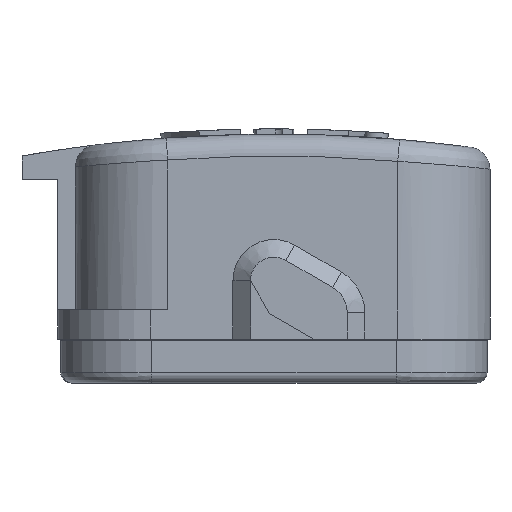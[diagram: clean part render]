
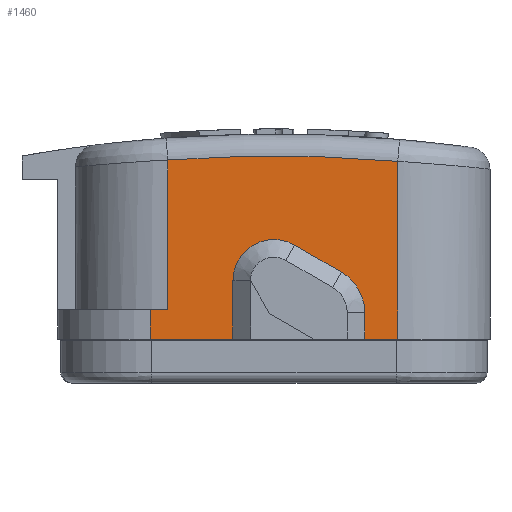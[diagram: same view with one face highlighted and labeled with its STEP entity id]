
A CAD part, left-side view. The second image highlights one B-rep face of the part: STEP entity #1460.
In plain terms, the highlighted planar face has unit normal (-1, 0, 0).
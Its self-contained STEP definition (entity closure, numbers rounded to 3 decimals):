
#1279=PLANE('',#5887);
#1460=ADVANCED_FACE('',(#1790),#1279,.F.);
#1790=FACE_OUTER_BOUND('',#2080,.T.);
#2080=EDGE_LOOP('',(#3046,#3047,#3048,#3049,#3050,#3051,#3052,#3053,#3054,
#3055,#3056,#3057));
#2297=CIRCLE('',#5884,2.8);
#2298=CIRCLE('',#5885,3.2);
#2299=CIRCLE('',#5886,98.5);
#3046=ORIENTED_EDGE('',*,*,#4561,.F.);
#3047=ORIENTED_EDGE('',*,*,#4583,.T.);
#3048=ORIENTED_EDGE('',*,*,#4584,.T.);
#3049=ORIENTED_EDGE('',*,*,#4585,.T.);
#3050=ORIENTED_EDGE('',*,*,#4586,.T.);
#3051=ORIENTED_EDGE('',*,*,#4587,.T.);
#3052=ORIENTED_EDGE('',*,*,#4554,.F.);
#3053=ORIENTED_EDGE('',*,*,#4588,.T.);
#3054=ORIENTED_EDGE('',*,*,#4589,.T.);
#3055=ORIENTED_EDGE('',*,*,#4590,.T.);
#3056=ORIENTED_EDGE('',*,*,#4537,.T.);
#3057=ORIENTED_EDGE('',*,*,#4591,.T.);
#4016=VERTEX_POINT('',#11519);
#4017=VERTEX_POINT('',#11521);
#4026=VERTEX_POINT('',#11550);
#4027=VERTEX_POINT('',#11551);
#4033=VERTEX_POINT('',#11563);
#4034=VERTEX_POINT('',#11565);
#4050=VERTEX_POINT('',#11605);
#4051=VERTEX_POINT('',#11607);
#4052=VERTEX_POINT('',#11609);
#4053=VERTEX_POINT('',#11611);
#4054=VERTEX_POINT('',#11614);
#4055=VERTEX_POINT('',#11616);
#4537=EDGE_CURVE('',#4017,#4016,#5023,.T.);
#4554=EDGE_CURVE('',#4026,#4027,#5039,.T.);
#4561=EDGE_CURVE('',#4033,#4034,#5046,.T.);
#4583=EDGE_CURVE('',#4033,#4050,#5061,.T.);
#4584=EDGE_CURVE('',#4050,#4051,#2297,.T.);
#4585=EDGE_CURVE('',#4051,#4052,#5062,.T.);
#4586=EDGE_CURVE('',#4052,#4053,#2298,.T.);
#4587=EDGE_CURVE('',#4053,#4027,#5063,.T.);
#4588=EDGE_CURVE('',#4026,#4054,#5064,.T.);
#4589=EDGE_CURVE('',#4054,#4055,#2299,.T.);
#4590=EDGE_CURVE('',#4055,#4017,#5065,.T.);
#4591=EDGE_CURVE('',#4016,#4034,#5066,.T.);
#5023=LINE('',#11520,#5352);
#5039=LINE('',#11549,#5368);
#5046=LINE('',#11564,#5375);
#5061=LINE('',#11604,#5390);
#5062=LINE('',#11608,#5391);
#5063=LINE('',#11612,#5392);
#5064=LINE('',#11613,#5393);
#5065=LINE('',#11617,#5394);
#5066=LINE('',#11618,#5395);
#5352=VECTOR('',#6514,1.);
#5368=VECTOR('',#6538,1.);
#5375=VECTOR('',#6545,1.);
#5390=VECTOR('',#6578,1.);
#5391=VECTOR('',#6581,1.);
#5392=VECTOR('',#6584,1.);
#5393=VECTOR('',#6585,1.);
#5394=VECTOR('',#6588,1.);
#5395=VECTOR('',#6589,1.);
#5884=AXIS2_PLACEMENT_3D('',#11606,#6579,#6580);
#5885=AXIS2_PLACEMENT_3D('',#11610,#6582,#6583);
#5886=AXIS2_PLACEMENT_3D('',#11615,#6586,#6587);
#5887=AXIS2_PLACEMENT_3D('',#11619,#6590,#6591);
#6514=DIRECTION('',(0.,1.,0.));
#6538=DIRECTION('',(0.,1.,0.));
#6545=DIRECTION('',(0.,1.,0.));
#6578=DIRECTION('',(0.,0.,1.));
#6579=DIRECTION('',(1.,0.,0.));
#6580=DIRECTION('',(0.,0.,-1.));
#6581=DIRECTION('',(0.,-0.866,-0.5));
#6582=DIRECTION('',(1.,0.,0.));
#6583=DIRECTION('',(0.,0.,-1.));
#6584=DIRECTION('',(0.,0.,-1.));
#6585=DIRECTION('',(0.,0.,1.));
#6586=DIRECTION('',(-1.,0.,0.));
#6587=DIRECTION('',(0.,0.,-1.));
#6588=DIRECTION('',(0.,0.,-1.));
#6589=DIRECTION('',(0.,0.,-1.));
#6590=DIRECTION('',(1.,0.,0.));
#6591=DIRECTION('',(0.,0.,-1.));
#11519=CARTESIAN_POINT('',(-31.4,8.45,2.));
#11520=CARTESIAN_POINT('',(-31.4,13.55,2.));
#11521=CARTESIAN_POINT('',(-31.4,7.25,2.));
#11549=CARTESIAN_POINT('',(-31.4,-14.75,0.));
#11550=CARTESIAN_POINT('',(-31.4,-8.45,0.));
#11551=CARTESIAN_POINT('',(-31.4,-6.2,0.));
#11563=CARTESIAN_POINT('',(-31.4,2.8,0.));
#11564=CARTESIAN_POINT('',(-31.4,-14.75,0.));
#11565=CARTESIAN_POINT('',(-31.4,8.45,0.));
#11604=CARTESIAN_POINT('',(-31.4,2.8,-86.));
#11605=CARTESIAN_POINT('',(-31.4,2.8,4.));
#11606=CARTESIAN_POINT('',(-31.4,0.,4.));
#11607=CARTESIAN_POINT('',(-31.4,-1.4,6.425));
#11608=CARTESIAN_POINT('',(-31.4,-40.371,-16.075));
#11609=CARTESIAN_POINT('',(-31.4,-4.6,4.577));
#11610=CARTESIAN_POINT('',(-31.4,-3.,1.806));
#11611=CARTESIAN_POINT('',(-31.4,-6.2,1.806));
#11612=CARTESIAN_POINT('',(-31.4,-6.2,-86.));
#11613=CARTESIAN_POINT('',(-31.4,-8.45,-86.));
#11614=CARTESIAN_POINT('',(-31.4,-8.45,12.137));
#11615=CARTESIAN_POINT('',(-31.4,0.,-86.));
#11616=CARTESIAN_POINT('',(-31.4,7.25,12.233));
#11617=CARTESIAN_POINT('',(-31.4,7.25,2.));
#11618=CARTESIAN_POINT('',(-31.4,8.45,-86.));
#11619=CARTESIAN_POINT('',(-31.4,0.,-86.));
